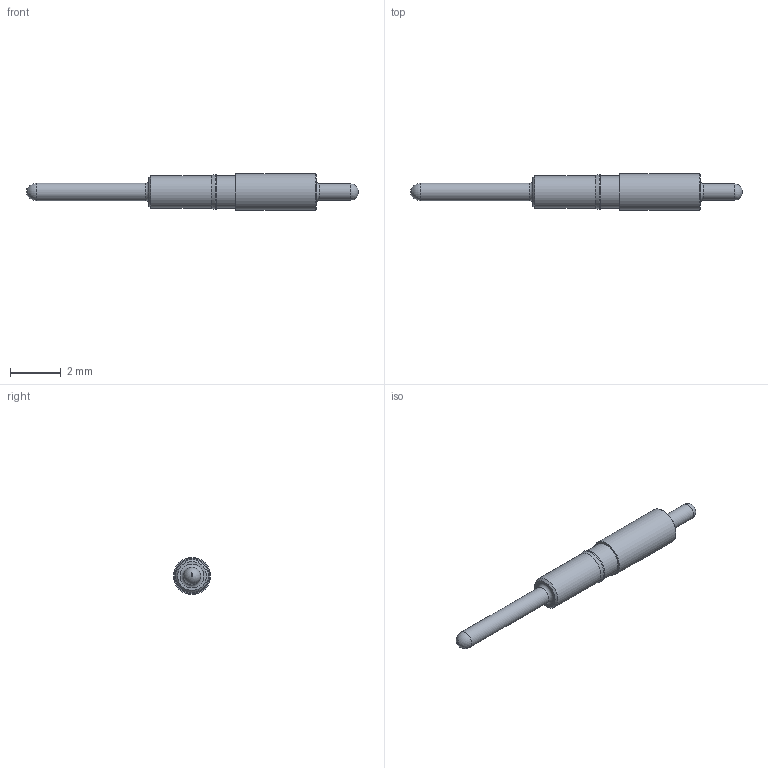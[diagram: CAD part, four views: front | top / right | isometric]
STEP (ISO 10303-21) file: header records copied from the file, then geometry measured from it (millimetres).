
FILE_DESCRIPTION (( 'STEP AP214' ), '1' );
FILE_NAME ('ICS70 B1 P2P3A.STEP', '2025-01-17T15:11:44', ( '' ), ( '' ), 'SwSTEP 2.0', 'SolidWorks 2023', '' );
FILE_SCHEMA (( 'AUTOMOTIVE_DESIGN' ));
Length unit declared in the file: millimetre
Products named in the file (1): ICS70 B1 P2P3A
Bounding box: 13.08 x 1.46 x 1.46 mm (x, y, z)
Volume: 11.9 mm3; surface area: 44.6 mm2
Topology: 1 solids, 1 shells, 18 faces, 31 edges, 18 vertices
Faces by surface type: cylinder 6, plane 5, torus 4, cone 3
Full cylindrical faces by diameter (mm): 0.636 x1, 0.687 x1, 1.292 x2, 1.369 x1, 1.457 x1
Entity records: 377 total; most frequent: DIRECTION 72, CARTESIAN_POINT 53, AXIS2_PLACEMENT_3D 36, ORIENTED_EDGE 34, EDGE_LOOP 34, FACE_OUTER_BOUND 27, ADVANCED_FACE 18, VERTEX_POINT 17
